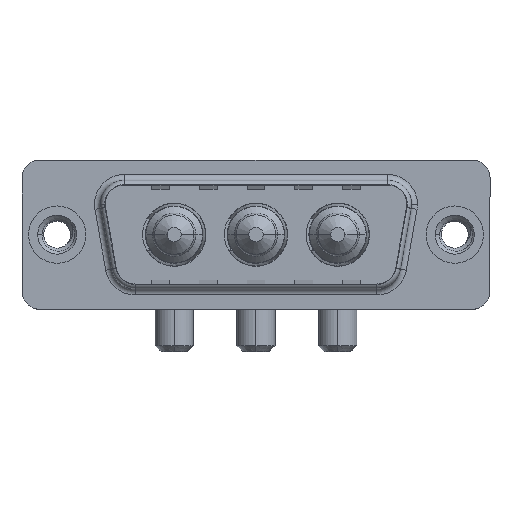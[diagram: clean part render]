
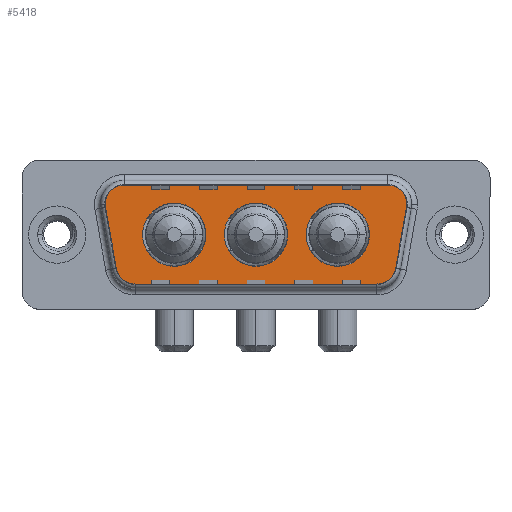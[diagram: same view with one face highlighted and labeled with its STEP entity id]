
A CAD part, top view. The second image highlights one B-rep face of the part: STEP entity #5418.
In plain terms, the highlighted planar face has unit normal (0, 0, 1).
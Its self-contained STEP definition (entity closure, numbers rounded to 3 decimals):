
#182 = VERTEX_POINT ( 'NONE', #10073 ) ;
#208 = DIRECTION ( 'NONE',  ( 1., 0., 0. ) ) ;
#388 = ORIENTED_EDGE ( 'NONE', *, *, #3048, .T. ) ;
#481 = CIRCLE ( 'NONE', #5076, 2. ) ;
#563 = AXIS2_PLACEMENT_3D ( 'NONE', #11601, #3100, #2043 ) ;
#586 = DIRECTION ( 'NONE',  ( 1., 0., 0. ) ) ;
#601 = ORIENTED_EDGE ( 'NONE', *, *, #2133, .T. ) ;
#657 = CARTESIAN_POINT ( 'NONE',  ( 27.889, 2.9, 0. ) ) ;
#868 = VERTEX_POINT ( 'NONE', #12142 ) ;
#990 = CIRCLE ( 'NONE', #3917, 2.65 ) ;
#1038 = DIRECTION ( 'NONE',  ( 1., 0., 0. ) ) ;
#1062 = DIRECTION ( 'NONE',  ( 1., 0., 0. ) ) ;
#1372 = DIRECTION ( 'NONE',  ( 0., 0., 1. ) ) ;
#1470 = ORIENTED_EDGE ( 'NONE', *, *, #10242, .F. ) ;
#1516 = CARTESIAN_POINT ( 'NONE',  ( 5.411, 4.9, 0. ) ) ;
#1723 = VERTEX_POINT ( 'NONE', #12729 ) ;
#1817 = DIRECTION ( 'NONE',  ( 0., 0., 1. ) ) ;
#1915 = VERTEX_POINT ( 'NONE', #8408 ) ;
#1921 = FACE_OUTER_BOUND ( 'NONE', #8649, .T. ) ;
#1934 = CARTESIAN_POINT ( 'NONE',  ( 29.859, 2.553, 0. ) ) ;
#1958 = CARTESIAN_POINT ( 'NONE',  ( 9.8, 0., 0. ) ) ;
#1999 = CARTESIAN_POINT ( 'NONE',  ( 6.434, -2.9, 0. ) ) ;
#2043 = DIRECTION ( 'NONE',  ( 1., 0., 0. ) ) ;
#2133 = EDGE_CURVE ( 'NONE', #7816, #2550, #481, .T. ) ;
#2198 = DIRECTION ( 'NONE',  ( -1., 0., 0. ) ) ;
#2221 = CARTESIAN_POINT ( 'NONE',  ( 26.866, -4.9, 0. ) ) ;
#2550 = VERTEX_POINT ( 'NONE', #4947 ) ;
#2626 = CARTESIAN_POINT ( 'NONE',  ( 16.65, 0., 0. ) ) ;
#2632 = DIRECTION ( 'NONE',  ( -1., 0., 0. ) ) ;
#2814 = CARTESIAN_POINT ( 'NONE',  ( 6.434, -4.9, 0. ) ) ;
#3048 = EDGE_CURVE ( 'NONE', #2550, #4169, #7953, .T. ) ;
#3083 = DIRECTION ( 'NONE',  ( 0., 0., 1. ) ) ;
#3100 = DIRECTION ( 'NONE',  ( 0., 0., 1. ) ) ;
#3311 = CIRCLE ( 'NONE', #10206, 2. ) ;
#3359 = CARTESIAN_POINT ( 'NONE',  ( 28.836, -3.247, 0. ) ) ;
#3694 = AXIS2_PLACEMENT_3D ( 'NONE', #3961, #6920, #3838 ) ;
#3703 = CIRCLE ( 'NONE', #9981, 2.65 ) ;
#3706 = DIRECTION ( 'NONE',  ( 1., 0., 0. ) ) ;
#3836 = DIRECTION ( 'NONE',  ( 0.174, 0.985, 0. ) ) ;
#3838 = DIRECTION ( 'NONE',  ( 1., 0., 0. ) ) ;
#3843 = ORIENTED_EDGE ( 'NONE', *, *, #6813, .T. ) ;
#3917 = AXIS2_PLACEMENT_3D ( 'NONE', #1958, #3083, #1038 ) ;
#3961 = CARTESIAN_POINT ( 'NONE',  ( 23.5, 0., 0. ) ) ;
#4011 = FACE_BOUND ( 'NONE', #7111, .T. ) ;
#4034 = CIRCLE ( 'NONE', #8020, 2. ) ;
#4094 = VECTOR ( 'NONE', #3836, 1000. ) ;
#4169 = VERTEX_POINT ( 'NONE', #1516 ) ;
#4219 = ORIENTED_EDGE ( 'NONE', *, *, #4746, .F. ) ;
#4387 = VERTEX_POINT ( 'NONE', #8643 ) ;
#4451 = VERTEX_POINT ( 'NONE', #2221 ) ;
#4465 = EDGE_CURVE ( 'NONE', #4169, #1723, #4034, .T. ) ;
#4551 = DIRECTION ( 'NONE',  ( 0.174, -0.985, 0. ) ) ;
#4746 = EDGE_CURVE ( 'NONE', #9475, #182, #7606, .T. ) ;
#4813 = LINE ( 'NONE', #1934, #4094 ) ;
#4821 = CARTESIAN_POINT ( 'NONE',  ( 26.866, -2.9, 0. ) ) ;
#4842 = VERTEX_POINT ( 'NONE', #7045 ) ;
#4848 = CARTESIAN_POINT ( 'NONE',  ( 19.3, 0., 0. ) ) ;
#4879 = CARTESIAN_POINT ( 'NONE',  ( 23.5, 0., 0. ) ) ;
#4947 = CARTESIAN_POINT ( 'NONE',  ( 27.889, 4.9, 0. ) ) ;
#4970 = CARTESIAN_POINT ( 'NONE',  ( 5.411, 2.9, 0. ) ) ;
#5076 = AXIS2_PLACEMENT_3D ( 'NONE', #6859, #12665, #6010 ) ;
#5181 = CARTESIAN_POINT ( 'NONE',  ( 4.464, -3.247, 0. ) ) ;
#5418 = ADVANCED_FACE ( 'NONE', ( #4011, #11862, #12774, #1921 ), #8858, .T. ) ;
#5550 = VERTEX_POINT ( 'NONE', #3359 ) ;
#5573 = EDGE_LOOP ( 'NONE', ( #11621, #12533 ) ) ;
#5743 = VERTEX_POINT ( 'NONE', #8584 ) ;
#5948 = ORIENTED_EDGE ( 'NONE', *, *, #9908, .F. ) ;
#6010 = DIRECTION ( 'NONE',  ( -1., 0., 0. ) ) ;
#6025 = CARTESIAN_POINT ( 'NONE',  ( 29.889, 2.9, 0. ) ) ;
#6051 = ORIENTED_EDGE ( 'NONE', *, *, #4465, .T. ) ;
#6216 = CIRCLE ( 'NONE', #563, 2.65 ) ;
#6327 = VERTEX_POINT ( 'NONE', #2814 ) ;
#6744 = EDGE_CURVE ( 'NONE', #4387, #4842, #11406, .T. ) ;
#6813 = EDGE_CURVE ( 'NONE', #5550, #1915, #4813, .T. ) ;
#6819 = VECTOR ( 'NONE', #12825, 1000. ) ;
#6859 = CARTESIAN_POINT ( 'NONE',  ( 27.889, 2.9, 0. ) ) ;
#6885 = EDGE_CURVE ( 'NONE', #7434, #6327, #9522, .T. ) ;
#6920 = DIRECTION ( 'NONE',  ( 0., 0., 1. ) ) ;
#6951 = LINE ( 'NONE', #7933, #6819 ) ;
#7045 = CARTESIAN_POINT ( 'NONE',  ( 26.15, 0., 0. ) ) ;
#7048 = DIRECTION ( 'NONE',  ( 0., 0., 1. ) ) ;
#7097 = CIRCLE ( 'NONE', #7717, 2. ) ;
#7111 = EDGE_LOOP ( 'NONE', ( #4219, #1470 ) ) ;
#7199 = EDGE_CURVE ( 'NONE', #6327, #4451, #6951, .T. ) ;
#7202 = AXIS2_PLACEMENT_3D ( 'NONE', #11027, #7883, #1062 ) ;
#7434 = VERTEX_POINT ( 'NONE', #5181 ) ;
#7540 = ORIENTED_EDGE ( 'NONE', *, *, #10880, .T. ) ;
#7562 = LINE ( 'NONE', #9459, #10181 ) ;
#7606 = CIRCLE ( 'NONE', #8855, 2.65 ) ;
#7673 = CIRCLE ( 'NONE', #3694, 2.65 ) ;
#7717 = AXIS2_PLACEMENT_3D ( 'NONE', #657, #8710, #2632 ) ;
#7730 = DIRECTION ( 'NONE',  ( 0., 0., 1. ) ) ;
#7816 = VERTEX_POINT ( 'NONE', #6025 ) ;
#7820 = EDGE_LOOP ( 'NONE', ( #5948, #12252 ) ) ;
#7832 = DIRECTION ( 'NONE',  ( 0., 0., 1. ) ) ;
#7883 = DIRECTION ( 'NONE',  ( 0., 0., 1. ) ) ;
#7933 = CARTESIAN_POINT ( 'NONE',  ( 6.434, -4.9, 0. ) ) ;
#7953 = LINE ( 'NONE', #11867, #12772 ) ;
#8020 = AXIS2_PLACEMENT_3D ( 'NONE', #4970, #11195, #208 ) ;
#8271 = EDGE_CURVE ( 'NONE', #4842, #4387, #7673, .T. ) ;
#8408 = CARTESIAN_POINT ( 'NONE',  ( 29.859, 2.553, 0. ) ) ;
#8474 = EDGE_CURVE ( 'NONE', #1723, #7434, #7562, .T. ) ;
#8584 = CARTESIAN_POINT ( 'NONE',  ( 12.45, 0., 0. ) ) ;
#8643 = CARTESIAN_POINT ( 'NONE',  ( 20.85, 0., 0. ) ) ;
#8649 = EDGE_LOOP ( 'NONE', ( #7540, #3843, #11510, #601, #388, #6051, #10783, #11948, #11772 ) ) ;
#8710 = DIRECTION ( 'NONE',  ( 0., 0., 1. ) ) ;
#8855 = AXIS2_PLACEMENT_3D ( 'NONE', #10340, #1372, #586 ) ;
#8858 = PLANE ( 'NONE',  #7202 ) ;
#9459 = CARTESIAN_POINT ( 'NONE',  ( 3.441, 2.553, 0. ) ) ;
#9475 = VERTEX_POINT ( 'NONE', #4848 ) ;
#9522 = CIRCLE ( 'NONE', #12025, 2. ) ;
#9908 = EDGE_CURVE ( 'NONE', #5743, #868, #6216, .T. ) ;
#9937 = DIRECTION ( 'NONE',  ( 1., 0., 0. ) ) ;
#9981 = AXIS2_PLACEMENT_3D ( 'NONE', #2626, #7730, #11461 ) ;
#10073 = CARTESIAN_POINT ( 'NONE',  ( 14., 0., 0. ) ) ;
#10181 = VECTOR ( 'NONE', #4551, 1000. ) ;
#10206 = AXIS2_PLACEMENT_3D ( 'NONE', #4821, #1817, #9937 ) ;
#10242 = EDGE_CURVE ( 'NONE', #182, #9475, #3703, .T. ) ;
#10340 = CARTESIAN_POINT ( 'NONE',  ( 16.65, 0., 0. ) ) ;
#10470 = EDGE_CURVE ( 'NONE', #868, #5743, #990, .T. ) ;
#10783 = ORIENTED_EDGE ( 'NONE', *, *, #8474, .T. ) ;
#10880 = EDGE_CURVE ( 'NONE', #4451, #5550, #3311, .T. ) ;
#11027 = CARTESIAN_POINT ( 'NONE',  ( 26.866, -2.9, 0. ) ) ;
#11195 = DIRECTION ( 'NONE',  ( 0., 0., 1. ) ) ;
#11199 = AXIS2_PLACEMENT_3D ( 'NONE', #4879, #7832, #3706 ) ;
#11406 = CIRCLE ( 'NONE', #11199, 2.65 ) ;
#11461 = DIRECTION ( 'NONE',  ( 1., 0., 0. ) ) ;
#11510 = ORIENTED_EDGE ( 'NONE', *, *, #11718, .T. ) ;
#11601 = CARTESIAN_POINT ( 'NONE',  ( 9.8, 0., 0. ) ) ;
#11621 = ORIENTED_EDGE ( 'NONE', *, *, #8271, .F. ) ;
#11718 = EDGE_CURVE ( 'NONE', #1915, #7816, #7097, .T. ) ;
#11772 = ORIENTED_EDGE ( 'NONE', *, *, #7199, .T. ) ;
#11862 = FACE_BOUND ( 'NONE', #5573, .T. ) ;
#11867 = CARTESIAN_POINT ( 'NONE',  ( 5.411, 4.9, 0. ) ) ;
#11928 = DIRECTION ( 'NONE',  ( -1., 0., 0. ) ) ;
#11948 = ORIENTED_EDGE ( 'NONE', *, *, #6885, .T. ) ;
#12025 = AXIS2_PLACEMENT_3D ( 'NONE', #1999, #7048, #2198 ) ;
#12142 = CARTESIAN_POINT ( 'NONE',  ( 7.15, 0., 0. ) ) ;
#12252 = ORIENTED_EDGE ( 'NONE', *, *, #10470, .F. ) ;
#12533 = ORIENTED_EDGE ( 'NONE', *, *, #6744, .F. ) ;
#12665 = DIRECTION ( 'NONE',  ( 0., 0., 1. ) ) ;
#12729 = CARTESIAN_POINT ( 'NONE',  ( 3.441, 2.553, 0. ) ) ;
#12772 = VECTOR ( 'NONE', #11928, 1000. ) ;
#12774 = FACE_BOUND ( 'NONE', #7820, .T. ) ;
#12825 = DIRECTION ( 'NONE',  ( 1., 0., 0. ) ) ;
